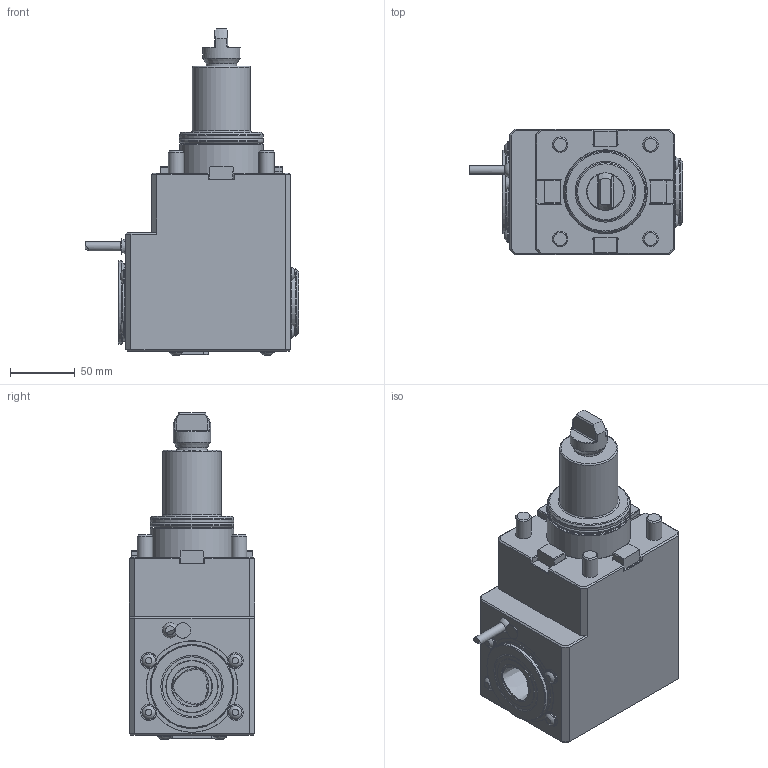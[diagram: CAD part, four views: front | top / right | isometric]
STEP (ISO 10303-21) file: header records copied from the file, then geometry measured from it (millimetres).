
FILE_DESCRIPTION(/* description */ ('Unknown'),/* implementation_level */ '2;1');
FILE_NAME(/* name */ 'C4_DNI_BT65A_E_D_SIM',/* time_stamp */ '2022-12-19T14:08:39+01:00',/* author */ ('WTO KS'),/* organization */ ('WTO'),/* preprocessor_version */ 'ST-DEVELOPER v16.7',/* originating_system */ 'DEX',/* authorisation */ $);
FILE_SCHEMA (('AUTOMOTIVE_DESIGN { 1 0 10303 214 3 1 1 }','AUTOMOTIVE_DESIGN {1 0 10303 214 3 1 1}'));
Length unit declared in the file: millimetre
Products named in the file (1): 116467_C4-DNI-BT65A-E-D_vereinfacht_STP_00443775
Bounding box: 165.5 x 97 x 252.8 mm (x, y, z)
Surface area: 111232.4 mm2 (no closed solid volume)
Topology: 0 solids, 1 shells, 329 faces, 861 edges, 544 vertices
Faces by surface type: plane 197, cylinder 56, cone 50, sphere 13, torus 12, bspline 1
Full cylindrical faces by diameter (mm): 2.5 x1, 6 x1, 7 x1, 10.5 x10, 12 x5, 23.7 x1, 29 x1, 45 x1, 52 x1, 58.8 x1, 60 x1, 64.4 x1, 64.9 x2, 65 x1
Entity records: 9640 total; most frequent: CARTESIAN_POINT 1970, DIRECTION 1564, ORIENTED_EDGE 1506, EDGE_CURVE 753, AXIS2_PLACEMENT_3D 552, VERTEX_POINT 516, LINE 460, VECTOR 460
